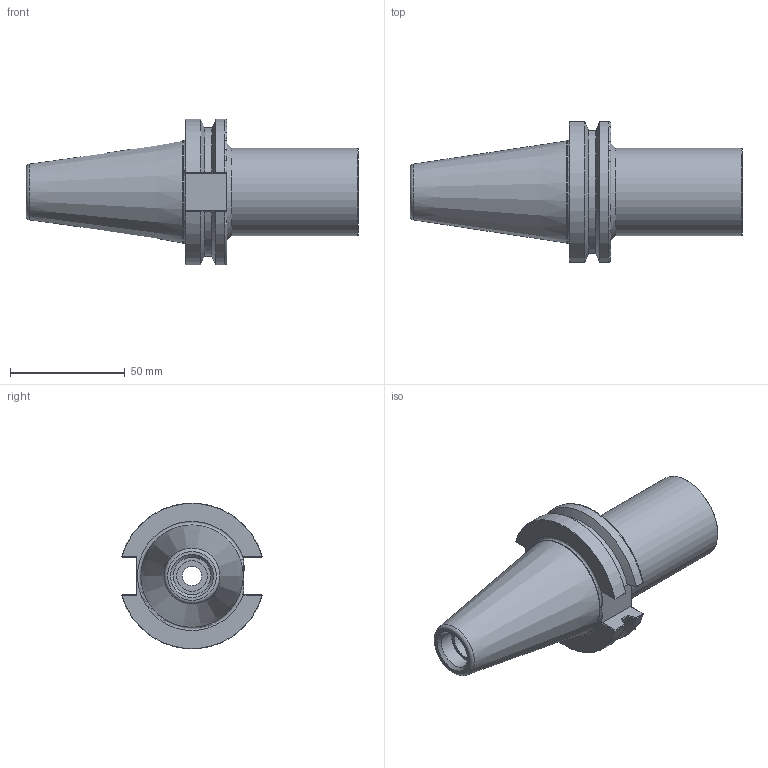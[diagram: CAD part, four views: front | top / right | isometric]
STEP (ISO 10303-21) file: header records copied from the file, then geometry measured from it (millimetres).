
FILE_DESCRIPTION(/* description */ (''),/* implementation_level */ '2;1');
FILE_NAME(/* name */ 'CAT40 SSA1.0-3.0DK.step',/* time_stamp */ '2025-08-09T08:58:04-05:00',/* author */ (''),/* organization */ (''),/* preprocessor_version */ 'ST-DEVELOPER v20.1',/* originating_system */ 'Autodesk Translation Framework v14.10.0.0',/* authorisation */ '');
FILE_SCHEMA (('AUTOMOTIVE_DESIGN { 1 0 10303 214 3 1 1 }'));
Length unit declared in the file: inch
Products named in the file (4): CAT40 Dual Contact Template; CAT40 Dual Contact 2.69 v1; BT40 EM.750-2.5D; BT40 Standard Template
Assembly tree (3 placements, depth 3):
  CAT40 Dual Contact Template
    CAT40 Dual Contact 2.69 v1
    BT40 EM.750-2.5D
      BT40 Standard Template
Bounding box: 144.53 x 61.14 x 63.26 mm (x, y, z)
Volume: 153260.6 mm3; surface area: 29912.7 mm2
Topology: 1 solids, 1 shells, 83 faces, 218 edges, 141 vertices
Faces by surface type: plane 36, bspline 16, cylinder 13, cone 11, torus 7
Full cylindrical faces by diameter (mm): 8.458 x1, 11.112 x1, 13.386 x1, 16.256 x1, 38.024 x1, 44.45 x1
Entity records: 3333 total; most frequent: CARTESIAN_POINT 1202, ORIENTED_EDGE 434, DIRECTION 373, EDGE_CURVE 217, VERTEX_POINT 141, AXIS2_PLACEMENT_3D 129, LINE 115, VECTOR 115
